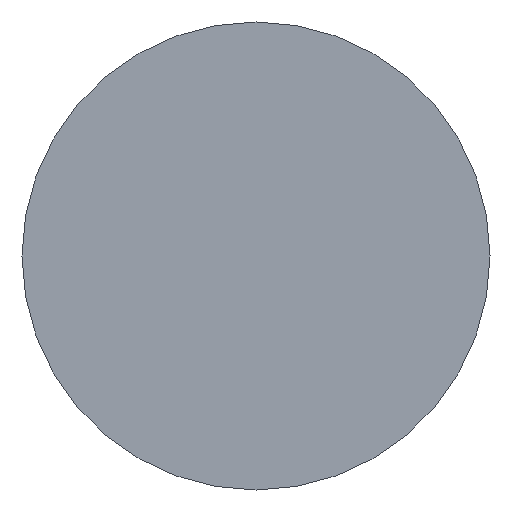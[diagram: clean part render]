
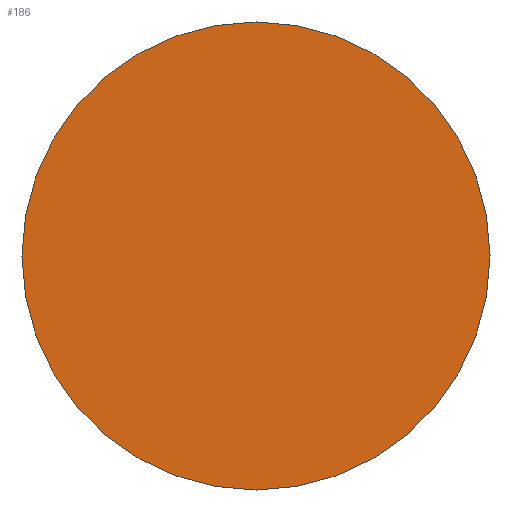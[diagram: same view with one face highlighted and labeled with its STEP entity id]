
A CAD part, front view. The second image highlights one B-rep face of the part: STEP entity #186.
In plain terms, the highlighted planar face has unit normal (0, -1, 0).
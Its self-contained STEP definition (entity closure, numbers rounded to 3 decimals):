
#11 = ORIENTED_EDGE ( 'NONE', *, *, #124, .F. ) ;
#15 = AXIS2_PLACEMENT_3D ( 'NONE', #126, #164, #149 ) ;
#38 = CARTESIAN_POINT ( 'NONE',  ( 0., 0., 0. ) ) ;
#55 = CARTESIAN_POINT ( 'NONE',  ( 0., 0., -50. ) ) ;
#83 = PLANE ( 'NONE',  #15 ) ;
#92 = VERTEX_POINT ( 'NONE', #55 ) ;
#110 = VERTEX_POINT ( 'NONE', #155 ) ;
#122 = DIRECTION ( 'NONE',  ( 0., 0., 1. ) ) ;
#124 = EDGE_CURVE ( 'NONE', #110, #92, #267, .T. ) ;
#126 = CARTESIAN_POINT ( 'NONE',  ( 0., 0., 0. ) ) ;
#127 = EDGE_CURVE ( 'NONE', #92, #110, #228, .T. ) ;
#132 = EDGE_LOOP ( 'NONE', ( #249, #11 ) ) ;
#149 = DIRECTION ( 'NONE',  ( 0., 0., 1. ) ) ;
#155 = CARTESIAN_POINT ( 'NONE',  ( 0., 0., 50. ) ) ;
#163 = CARTESIAN_POINT ( 'NONE',  ( 0., 0., 0. ) ) ;
#164 = DIRECTION ( 'NONE',  ( 0., 1., 0. ) ) ;
#177 = AXIS2_PLACEMENT_3D ( 'NONE', #163, #251, #122 ) ;
#182 = AXIS2_PLACEMENT_3D ( 'NONE', #38, #253, #189 ) ;
#186 = ADVANCED_FACE ( 'NONE', ( #190 ), #83, .F. ) ;
#189 = DIRECTION ( 'NONE',  ( 0., 0., 1. ) ) ;
#190 = FACE_OUTER_BOUND ( 'NONE', #132, .T. ) ;
#228 = CIRCLE ( 'NONE', #182, 50. ) ;
#249 = ORIENTED_EDGE ( 'NONE', *, *, #127, .F. ) ;
#251 = DIRECTION ( 'NONE',  ( 0., 1., 0. ) ) ;
#253 = DIRECTION ( 'NONE',  ( 0., 1., 0. ) ) ;
#267 = CIRCLE ( 'NONE', #177, 50. ) ;
